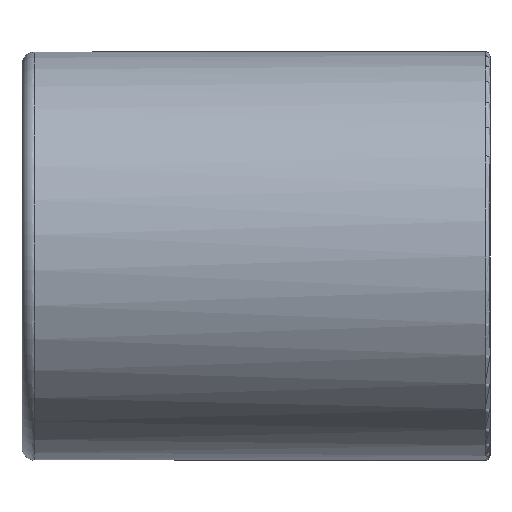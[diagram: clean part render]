
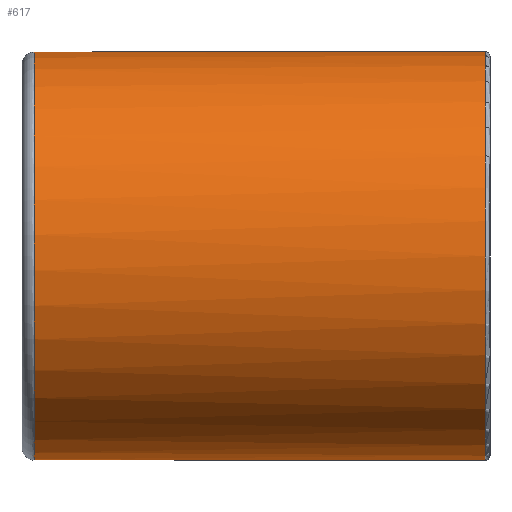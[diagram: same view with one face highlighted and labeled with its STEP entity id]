
A CAD part, left-side view. The second image highlights one B-rep face of the part: STEP entity #617.
In plain terms, the highlighted cylindrical face has radius 41.5 mm (diameter 83 mm), a full revolution.
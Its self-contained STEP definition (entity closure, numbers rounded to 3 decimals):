
#189=CARTESIAN_POINT('',(41.5,-40.961,0.183));
#190=VERTEX_POINT('',#189);
#236=CARTESIAN_POINT('',(41.499,-40.962,0.181));
#237=CARTESIAN_POINT('',(41.505,-40.979,-1.144));
#238=CARTESIAN_POINT('',(41.389,-40.635,-3.798));
#239=CARTESIAN_POINT('',(40.869,-38.875,-7.453));
#240=CARTESIAN_POINT('',(40.308,-35.418,-9.9));
#241=CARTESIAN_POINT('',(40.224,-31.111,-10.205));
#242=CARTESIAN_POINT('',(40.538,-27.12,-8.947));
#243=CARTESIAN_POINT('',(40.967,-23.619,-6.785));
#244=CARTESIAN_POINT('',(41.297,-21.226,-4.358));
#245=CARTESIAN_POINT('',(41.467,-19.964,-1.99));
#246=CARTESIAN_POINT('',(41.534,-19.462,0.663));
#247=CARTESIAN_POINT('',(41.367,-20.715,3.852));
#248=CARTESIAN_POINT('',(40.977,-23.554,6.718));
#249=CARTESIAN_POINT('',(40.551,-26.995,8.889));
#250=CARTESIAN_POINT('',(40.235,-30.917,10.163));
#251=CARTESIAN_POINT('',(40.289,-35.165,9.973));
#252=CARTESIAN_POINT('',(40.824,-38.681,7.676));
#253=CARTESIAN_POINT('',(41.357,-40.542,4.111));
#254=CARTESIAN_POINT('',(41.494,-40.944,1.491));
#255=CARTESIAN_POINT('',(41.499,-40.962,0.181));
#256=B_SPLINE_CURVE_WITH_KNOTS('',3,(#236,#237,#238,#239,#240,#241,#242,#243,#244,#245,#246,#247,#248,#249,#250,#251,#252,#253,#254,#255),.UNSPECIFIED.,.T.,.U.,(4,1,1,1,1,1,1,1,1,1,1,1,1,1,1,1,1,4),(-9.896,-9.481,-9.066,-8.652,-8.237,-7.822,-7.407,-6.993,-6.785,-6.578,-6.168,-5.758,-5.348,-4.938,-4.528,-4.118,-3.708,-3.298),.UNSPECIFIED.);
#257=EDGE_CURVE('',#190,#190,#256,.T.);
#560=CARTESIAN_POINT('',(0.0,0.0,0.0));
#561=DIRECTION('',(0.0,1.0,0.0));
#562=DIRECTION('',(1.0,0.0,0.0));
#563=AXIS2_PLACEMENT_3D('',#560,#561,#562);
#564=CYLINDRICAL_SURFACE('',#563,41.5);
#565=CARTESIAN_POINT('',(41.5,40.961,-0.183));
#566=VERTEX_POINT('',#565);
#567=CARTESIAN_POINT('',(41.499,40.962,-0.181));
#568=CARTESIAN_POINT('',(41.505,40.979,1.144));
#569=CARTESIAN_POINT('',(41.389,40.635,3.797));
#570=CARTESIAN_POINT('',(40.869,38.875,7.453));
#571=CARTESIAN_POINT('',(40.308,35.419,9.9));
#572=CARTESIAN_POINT('',(40.224,31.111,10.205));
#573=CARTESIAN_POINT('',(40.538,27.12,8.947));
#574=CARTESIAN_POINT('',(40.967,23.619,6.785));
#575=CARTESIAN_POINT('',(41.297,21.226,4.358));
#576=CARTESIAN_POINT('',(41.467,19.964,1.99));
#577=CARTESIAN_POINT('',(41.534,19.462,-0.663));
#578=CARTESIAN_POINT('',(41.367,20.715,-3.852));
#579=CARTESIAN_POINT('',(40.977,23.554,-6.718));
#580=CARTESIAN_POINT('',(40.551,26.995,-8.889));
#581=CARTESIAN_POINT('',(40.235,30.917,-10.163));
#582=CARTESIAN_POINT('',(40.289,35.165,-9.973));
#583=CARTESIAN_POINT('',(40.824,38.681,-7.676));
#584=CARTESIAN_POINT('',(41.357,40.542,-4.111));
#585=CARTESIAN_POINT('',(41.494,40.944,-1.491));
#586=CARTESIAN_POINT('',(41.499,40.962,-0.181));
#587=B_SPLINE_CURVE_WITH_KNOTS('',3,(#567,#568,#569,#570,#571,#572,#573,#574,#575,#576,#577,#578,#579,#580,#581,#582,#583,#584,#585,#586),.UNSPECIFIED.,.T.,.U.,(4,1,1,1,1,1,1,1,1,1,1,1,1,1,1,1,1,4),(-9.896,-9.481,-9.066,-8.652,-8.237,-7.822,-7.407,-6.993,-6.785,-6.578,-6.168,-5.758,-5.348,-4.938,-4.528,-4.118,-3.708,-3.298),.UNSPECIFIED.);
#588=EDGE_CURVE('',#566,#566,#587,.T.);
#589=ORIENTED_EDGE('',*,*,#588,.F.);
#590=EDGE_LOOP('',(#589));
#591=FACE_OUTER_BOUND('',#590,.T.);
#592=CARTESIAN_POINT('',(41.395,45.049,2.944));
#593=VERTEX_POINT('',#592);
#594=CARTESIAN_POINT('',(0.0,45.049,0.0));
#595=DIRECTION('',(0.0,1.,0.0));
#596=DIRECTION('',(-0.997,0.0,-0.071));
#597=AXIS2_PLACEMENT_3D('',#594,#595,#596);
#598=CIRCLE('',#597,41.5);
#599=EDGE_CURVE('',#593,#593,#598,.T.);
#600=ORIENTED_EDGE('',*,*,#599,.F.);
#601=EDGE_LOOP('',(#600));
#602=FACE_BOUND('',#601,.T.);
#603=CARTESIAN_POINT('',(-41.5,-46.5,0.));
#604=VERTEX_POINT('',#603);
#605=CARTESIAN_POINT('',(0.0,-46.5,0.0));
#606=DIRECTION('',(0.0,-1.0,0.0));
#607=DIRECTION('',(1.0,0.0,0.0));
#608=AXIS2_PLACEMENT_3D('',#605,#606,#607);
#609=CIRCLE('',#608,41.5);
#610=EDGE_CURVE('',#604,#604,#609,.T.);
#611=ORIENTED_EDGE('',*,*,#610,.F.);
#612=EDGE_LOOP('',(#611));
#613=FACE_BOUND('',#612,.T.);
#614=ORIENTED_EDGE('',*,*,#257,.F.);
#615=EDGE_LOOP('',(#614));
#616=FACE_BOUND('',#615,.T.);
#617=ADVANCED_FACE('',(#591,#602,#613,#616),#564,.T.);
